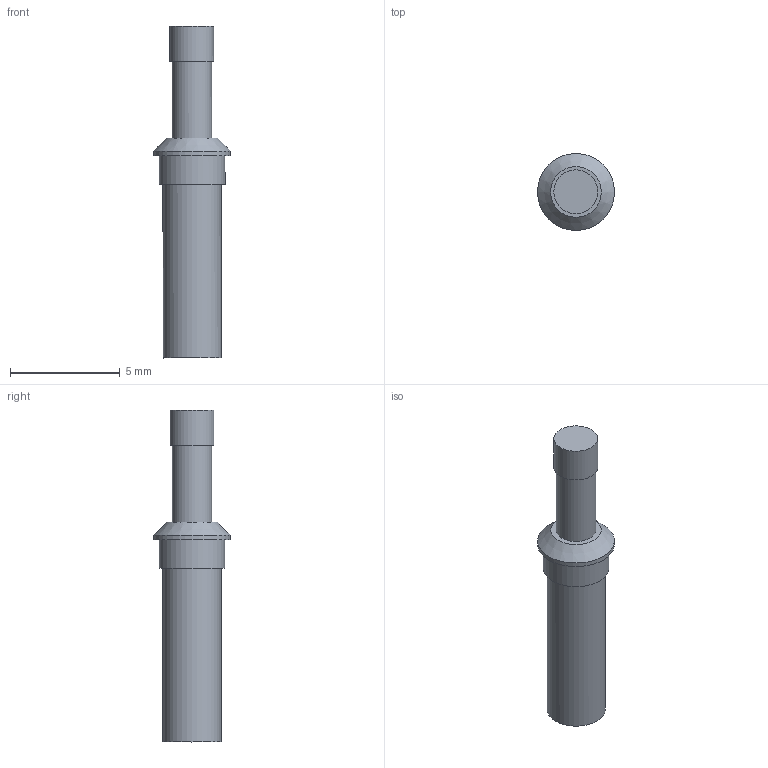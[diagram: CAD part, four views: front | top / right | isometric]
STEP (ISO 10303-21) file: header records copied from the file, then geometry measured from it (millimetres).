
FILE_DESCRIPTION(/* description */ ('FreeCAD Model'),/* implementation_level */ '2;1');
FILE_NAME(/* name */ 'GKS-913-Z-recenter.stp',/* time_stamp */ '2020-04-12T13:21:15-04:00',/* author */ ('huesof'),/* organization */ (''),/* preprocessor_version */ 'ST-DEVELOPER v18',/* originating_system */ 'Autodesk Inventor 2020',/* authorisation */ 'Unknown');
FILE_SCHEMA (('AUTOMOTIVE_DESIGN { 1 0 10303 214 3 1 1 }'));
Length unit declared in the file: millimetre
Products named in the file (1): GKS-913-Z-recenter
Bounding box: 3.5 x 3.5 x 15.1 mm (x, y, z)
Volume: 72.6 mm3; surface area: 132.8 mm2
Topology: 1 solids, 1 shells, 12 faces, 28 edges, 22 vertices
Faces by surface type: plane 6, cylinder 5, cone 1
Full cylindrical faces by diameter (mm): 1.8 x1, 2 x1, 2.65 x1, 3 x1, 3.5 x1
Entity records: 424 total; most frequent: DIRECTION 76, CARTESIAN_POINT 63, ORIENTED_EDGE 56, AXIS2_PLACEMENT_3D 35, EDGE_CURVE 28, CIRCLE 22, VERTEX_POINT 22, EDGE_LOOP 16
